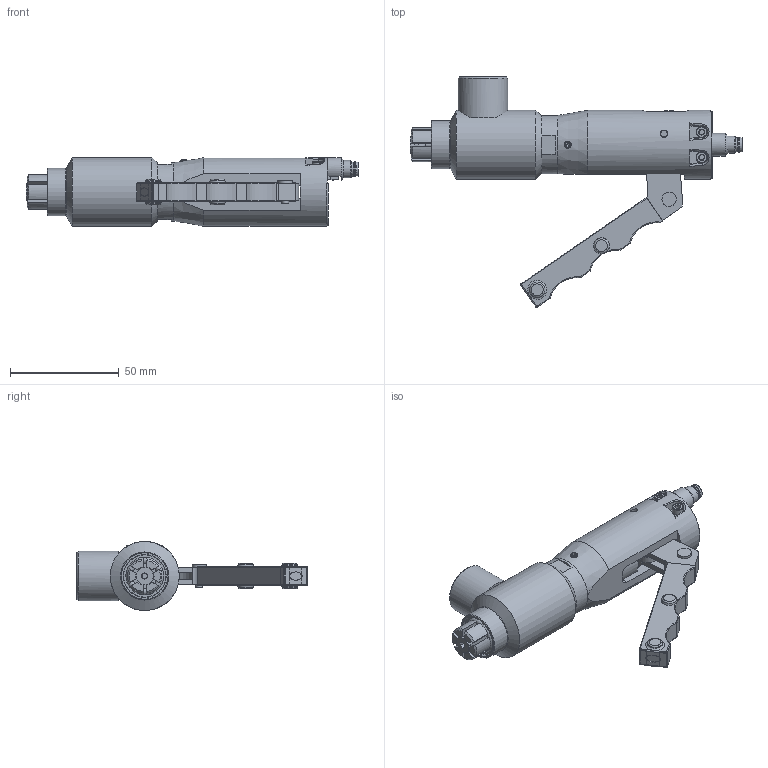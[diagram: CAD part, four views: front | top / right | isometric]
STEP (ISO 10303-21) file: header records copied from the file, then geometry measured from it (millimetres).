
FILE_DESCRIPTION(/* description */ (''),/* implementation_level */ '2;1');
FILE_NAME(/* name */ 'FNL168061CV04SSR.stp',/* time_stamp */ '2020-06-09T15:10:03-05:00',/* author */ ('jake.chandler'),/* organization */ ('FasTest,Inc.'),/* preprocessor_version */ 'ST-DEVELOPER v17.2',/* originating_system */ 'Autodesk Inventor 2019',/* authorisation */ '');
FILE_SCHEMA (('AUTOMOTIVE_DESIGN { 1 0 10303 214 3 1 1 }'));
Length unit declared in the file: inch
Products named in the file (1): FNL168061CV04SSR_Shrinkwrap_1
Bounding box: 152.92 x 106.27 x 31.75 mm (x, y, z)
Volume: 104485.7 mm3; surface area: 27411.9 mm2
Topology: 3 solids, 3 shells, 408 faces, 1073 edges, 696 vertices
Faces by surface type: plane 188, cylinder 119, cone 62, bspline 17, torus 16, sphere 6
Full cylindrical faces by diameter (mm): 0.7 x6, 1.45 x1, 2.769 x1, 3.175 x2, 3.2 x1, 3.302 x2, 3.48 x1, 4.762 x1, 4.801 x2, 4.978 x1, 5.207 x2, 5.8 x1, 6.401 x2, 6.5 x1, 6.6 x1, 6.604 x1, 6.655 x1, 6.9 x1, 7.925 x1, 7.938 x2, 7.97 x1, 8.331 x1, 10.42 x1, 13.894 x1, 14.605 x1, 15.088 x1, 21.895 x1, 22.86 x1, 26.924 x1, 31.75 x2
Entity records: 14446 total; most frequent: CARTESIAN_POINT 3789, DIRECTION 2148, ORIENTED_EDGE 2116, EDGE_CURVE 1058, AXIS2_PLACEMENT_3D 836, VERTEX_POINT 697, LINE 476, VECTOR 476
